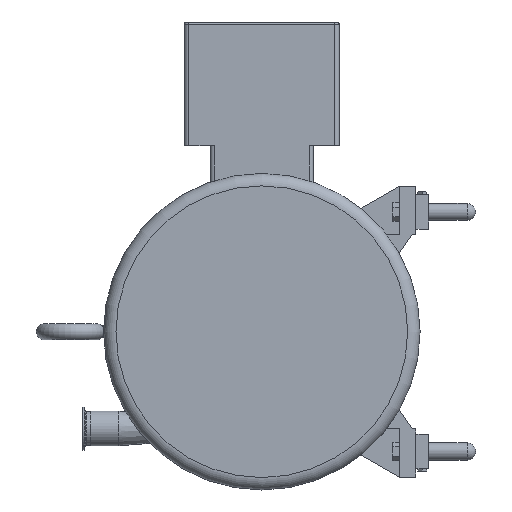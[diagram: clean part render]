
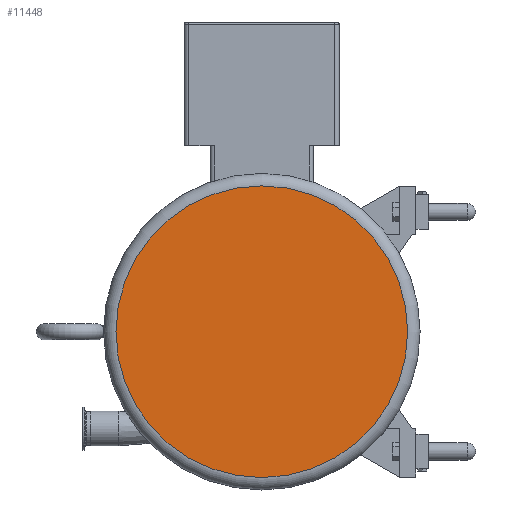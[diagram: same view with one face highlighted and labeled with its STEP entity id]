
A CAD part, left-side view. The second image highlights one B-rep face of the part: STEP entity #11448.
In plain terms, the highlighted planar face has unit normal (-1, 0, 0).
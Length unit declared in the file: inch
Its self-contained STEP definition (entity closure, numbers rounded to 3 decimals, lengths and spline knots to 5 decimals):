
#1937=PLANE('',#12438);
#2657=FACE_OUTER_BOUND('',#3336,.T.);
#3336=EDGE_LOOP('',(#9445,#9446));
#3898=CIRCLE('',#12439,8.524);
#3899=CIRCLE('',#12440,8.524);
#5221=VERTEX_POINT('',#20772);
#5222=VERTEX_POINT('',#20773);
#6747=EDGE_CURVE('',#5221,#5222,#3898,.T.);
#6748=EDGE_CURVE('',#5222,#5221,#3899,.T.);
#9445=ORIENTED_EDGE('',*,*,#6747,.F.);
#9446=ORIENTED_EDGE('',*,*,#6748,.F.);
#11448=ADVANCED_FACE('',(#2657),#1937,.T.);
#12438=AXIS2_PLACEMENT_3D('',#20771,#14998,#14999);
#12439=AXIS2_PLACEMENT_3D('',#20774,#15000,#15001);
#12440=AXIS2_PLACEMENT_3D('',#20775,#15002,#15003);
#14998=DIRECTION('center_axis',(-1.,0.,0.));
#14999=DIRECTION('ref_axis',(0.,1.,0.));
#15000=DIRECTION('center_axis',(1.,0.,0.));
#15001=DIRECTION('ref_axis',(0.,0.,
1.));
#15002=DIRECTION('center_axis',(1.,0.,0.));
#15003=DIRECTION('ref_axis',(0.,0.,
1.));
#20771=CARTESIAN_POINT('Origin',(-34.076,0.,-9.25));
#20772=CARTESIAN_POINT('',(-34.076,0.,-8.524));
#20773=CARTESIAN_POINT('',(-34.076,8.524,0.));
#20774=CARTESIAN_POINT('Origin',(-34.076,0.,0.));
#20775=CARTESIAN_POINT('Origin',(-34.076,0.,0.));
